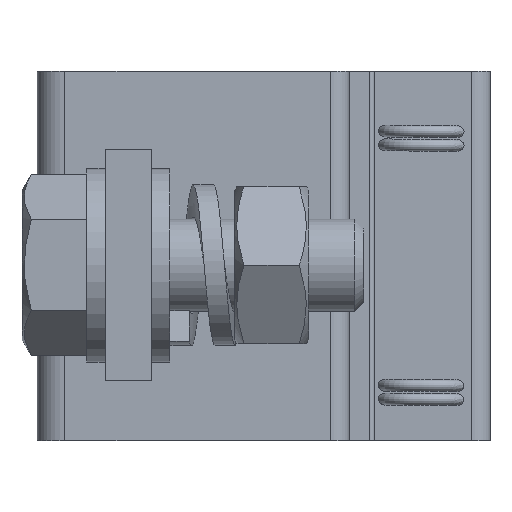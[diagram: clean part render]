
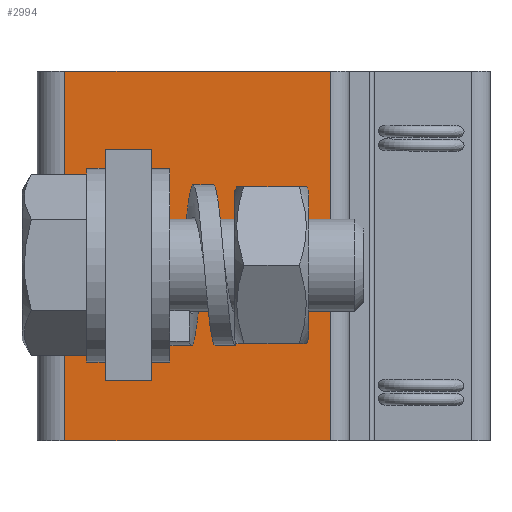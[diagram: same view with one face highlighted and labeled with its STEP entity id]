
A CAD part, left-side view. The second image highlights one B-rep face of the part: STEP entity #2994.
In plain terms, the highlighted planar face has unit normal (-1, 0, 0).
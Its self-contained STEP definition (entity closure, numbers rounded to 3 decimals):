
#221=LINE('',#4447,#392);
#233=LINE('',#4492,#404);
#241=LINE('',#4510,#412);
#242=LINE('',#4512,#413);
#243=LINE('',#4513,#414);
#244=LINE('',#4516,#415);
#245=LINE('',#4518,#416);
#246=LINE('',#4520,#417);
#392=VECTOR('',#3480,1000.);
#404=VECTOR('',#3526,1000.);
#412=VECTOR('',#3546,1000.);
#413=VECTOR('',#3549,1000.);
#414=VECTOR('',#3550,1000.);
#415=VECTOR('',#3551,1000.);
#416=VECTOR('',#3552,1000.);
#417=VECTOR('',#3553,1000.);
#792=ORIENTED_EDGE('',*,*,#1215,.T.);
#793=ORIENTED_EDGE('',*,*,#1237,.T.);
#794=ORIENTED_EDGE('',*,*,#1248,.T.);
#795=ORIENTED_EDGE('',*,*,#1249,.F.);
#796=ORIENTED_EDGE('',*,*,#1250,.F.);
#797=ORIENTED_EDGE('',*,*,#1251,.T.);
#798=ORIENTED_EDGE('',*,*,#1252,.T.);
#799=ORIENTED_EDGE('',*,*,#1253,.T.);
#1215=EDGE_CURVE('',#1475,#1473,#221,.T.);
#1237=EDGE_CURVE('',#1473,#1490,#233,.T.);
#1248=EDGE_CURVE('',#1490,#1494,#241,.T.);
#1249=EDGE_CURVE('',#1475,#1494,#242,.T.);
#1250=EDGE_CURVE('',#1495,#1496,#243,.T.);
#1251=EDGE_CURVE('',#1495,#1497,#244,.T.);
#1252=EDGE_CURVE('',#1497,#1498,#245,.T.);
#1253=EDGE_CURVE('',#1498,#1496,#246,.T.);
#1473=VERTEX_POINT('',#4445);
#1475=VERTEX_POINT('',#4448);
#1490=VERTEX_POINT('',#4491);
#1494=VERTEX_POINT('',#4509);
#1495=VERTEX_POINT('',#4514);
#1496=VERTEX_POINT('',#4515);
#1497=VERTEX_POINT('',#4517);
#1498=VERTEX_POINT('',#4519);
#1714=EDGE_LOOP('',(#792,#793,#794,#795));
#1715=EDGE_LOOP('',(#796,#797,#798,#799));
#1887=FACE_BOUND('',#1714,.T.);
#1888=FACE_BOUND('',#1715,.T.);
#2012=PLANE('',#3159);
#2994=ADVANCED_FACE('',(#1887,#1888),#2012,.F.);
#3159=AXIS2_PLACEMENT_3D('',#4511,#3547,#3548);
#3480=DIRECTION('',(0.,0.,-1.));
#3526=DIRECTION('',(0.,-1.,0.));
#3546=DIRECTION('',(0.,0.,1.));
#3547=DIRECTION('',(1.,0.,0.));
#3548=DIRECTION('',(0.,-1.,0.));
#3549=DIRECTION('',(0.,-1.,0.));
#3550=DIRECTION('',(0.,0.,1.));
#3551=DIRECTION('',(0.,1.,0.));
#3552=DIRECTION('',(0.,0.,1.));
#3553=DIRECTION('',(0.,-1.,0.));
#4445=CARTESIAN_POINT('',(-20.,21.612,-4.));
#4447=CARTESIAN_POINT('',(-20.,21.612,34.));
#4448=CARTESIAN_POINT('',(-20.,21.612,36.));
#4491=CARTESIAN_POINT('',(-20.,-7.138,-4.));
#4492=CARTESIAN_POINT('',(-20.,24.612,-4.));
#4509=CARTESIAN_POINT('',(-20.,-7.138,36.));
#4510=CARTESIAN_POINT('',(-20.,-7.138,34.));
#4511=CARTESIAN_POINT('',(-20.,24.612,34.));
#4512=CARTESIAN_POINT('',(-20.,21.612,36.));
#4513=CARTESIAN_POINT('',(-20.,12.25,15.));
#4514=CARTESIAN_POINT('',(-20.,12.25,2.5));
#4515=CARTESIAN_POINT('',(-20.,12.25,27.5));
#4516=CARTESIAN_POINT('',(-20.,12.25,2.5));
#4517=CARTESIAN_POINT('',(-20.,17.25,2.5));
#4518=CARTESIAN_POINT('',(-20.,17.25,15.));
#4519=CARTESIAN_POINT('',(-20.,17.25,27.5));
#4520=CARTESIAN_POINT('',(-20.,12.25,27.5));
